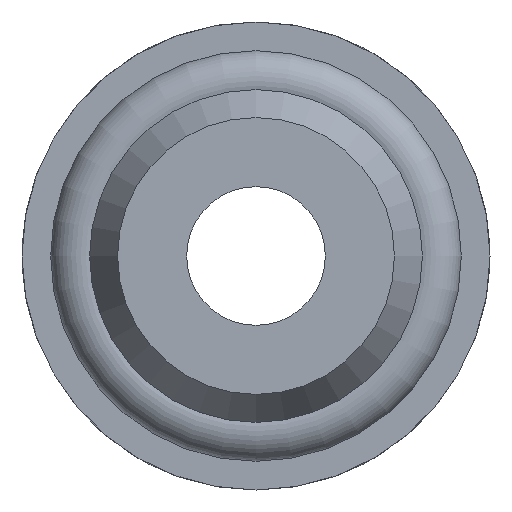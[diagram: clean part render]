
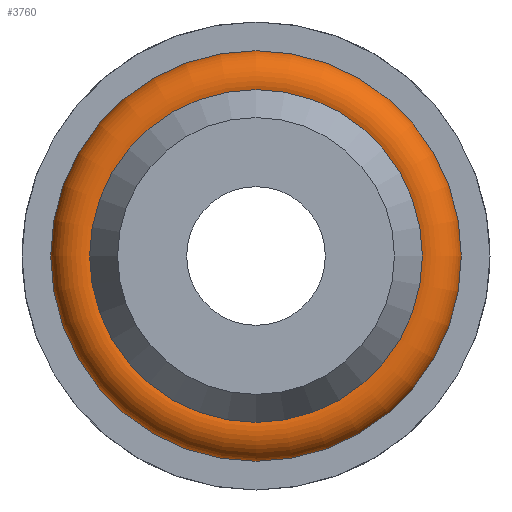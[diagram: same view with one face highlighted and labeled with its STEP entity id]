
A CAD part, front view. The second image highlights one B-rep face of the part: STEP entity #3760.
In plain terms, the highlighted toroidal (fillet/blend) face has major radius 5.04 mm and minor radius 0.89 mm.
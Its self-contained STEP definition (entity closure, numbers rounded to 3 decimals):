
#24=TOROIDAL_SURFACE('',#3920,5.04,0.89);
#142=CIRCLE('',#3823,4.25);
#162=CIRCLE('',#3879,5.923);
#1304=ORIENTED_EDGE('',*,*,#1652,.F.);
#1305=ORIENTED_EDGE('',*,*,#1517,.F.);
#1517=EDGE_CURVE('',#1867,#1867,#142,.T.);
#1652=EDGE_CURVE('',#1965,#1965,#162,.T.);
#1867=VERTEX_POINT('',#5599);
#1965=VERTEX_POINT('',#6886);
#2277=EDGE_LOOP('',(#1304));
#2278=EDGE_LOOP('',(#1305));
#2469=FACE_BOUND('',#2277,.T.);
#2470=FACE_BOUND('',#2278,.T.);
#3760=ADVANCED_FACE('',(#2469,#2470),#24,.T.);
#3823=AXIS2_PLACEMENT_3D('',#5598,#4112,#4113);
#3879=AXIS2_PLACEMENT_3D('',#6885,#4308,#4309);
#3920=AXIS2_PLACEMENT_3D('',#7906,#4447,#4448);
#4112=DIRECTION('',(0.,-1.,0.));
#4113=DIRECTION('',(0.,0.,-1.));
#4308=DIRECTION('',(0.,1.,0.));
#4309=DIRECTION('',(0.,0.,1.));
#4447=DIRECTION('',(0.,-1.,0.));
#4448=DIRECTION('',(0.,0.,1.));
#5598=CARTESIAN_POINT('',(0.,4.7,0.));
#5599=CARTESIAN_POINT('',(0.,4.7,-4.25));
#6885=CARTESIAN_POINT('',(0.,5.,0.));
#6886=CARTESIAN_POINT('',(0.,5.,5.923));
#7906=CARTESIAN_POINT('',(0.,5.11,0.));
